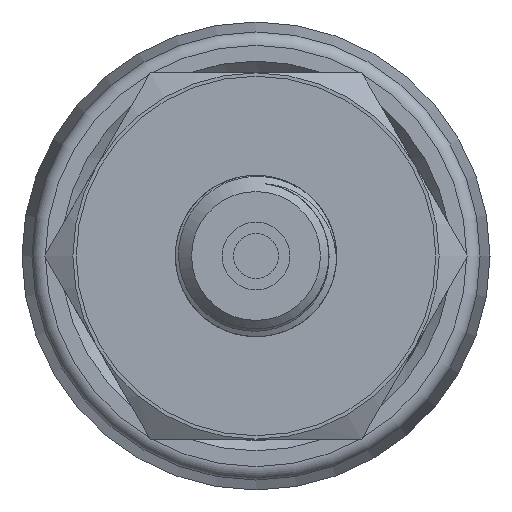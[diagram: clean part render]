
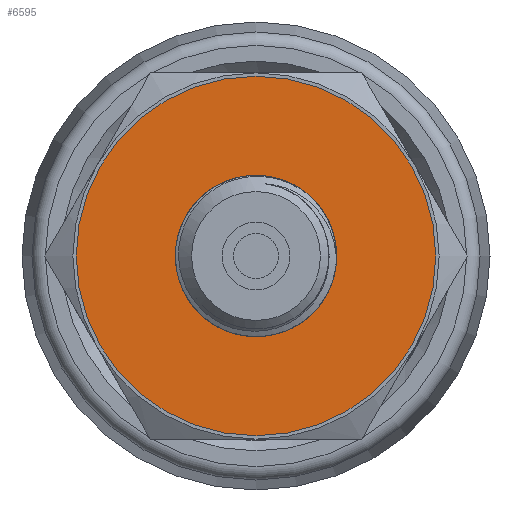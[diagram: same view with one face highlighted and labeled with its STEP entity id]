
A CAD part, left-side view. The second image highlights one B-rep face of the part: STEP entity #6595.
In plain terms, the highlighted planar face has unit normal (-1, 0, 0).
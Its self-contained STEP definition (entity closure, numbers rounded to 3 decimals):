
#107=PLANE('',#6917);
#379=FACE_BOUND('',#1120,.T.);
#732=FACE_OUTER_BOUND('',#1119,.T.);
#1119=EDGE_LOOP('',(#5975));
#1120=EDGE_LOOP('',(#5976));
#1279=CIRCLE('',#6900,13.25);
#1289=CIRCLE('',#6915,5.942);
#3107=VERTEX_POINT('',#22539);
#3116=VERTEX_POINT('',#23714);
#4067=EDGE_CURVE('',#3107,#3107,#1279,.T.);
#4083=EDGE_CURVE('',#3116,#3116,#1289,.T.);
#5975=ORIENTED_EDGE('',*,*,#4067,.T.);
#5976=ORIENTED_EDGE('',*,*,#4083,.T.);
#6595=ADVANCED_FACE('',(#732,#379),#107,.T.);
#6900=AXIS2_PLACEMENT_3D('',#22541,#7789,#7790);
#6915=AXIS2_PLACEMENT_3D('',#23715,#7821,#7822);
#6917=AXIS2_PLACEMENT_3D('',#24085,#7826,#7827);
#7789=DIRECTION('center_axis',(-1.,0.,0.));
#7790=DIRECTION('ref_axis',(0.,1.,0.));
#7821=DIRECTION('center_axis',(1.,0.,0.));
#7822=DIRECTION('ref_axis',(0.,1.,0.));
#7826=DIRECTION('center_axis',(-1.,0.,0.));
#7827=DIRECTION('ref_axis',(0.,0.,1.));
#22539=CARTESIAN_POINT('',(-47.,-13.25,0.));
#22541=CARTESIAN_POINT('Origin',(-47.,0.,0.));
#23714=CARTESIAN_POINT('',(-47.,-5.942,0.));
#23715=CARTESIAN_POINT('Origin',(-47.,0.,0.));
#24085=CARTESIAN_POINT('Origin',(-47.,13.5,0.));
